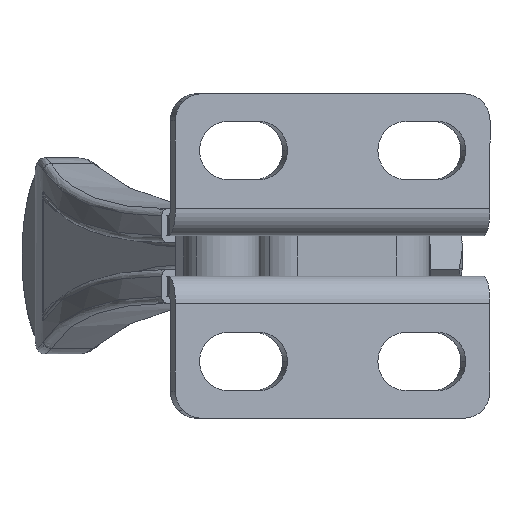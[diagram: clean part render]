
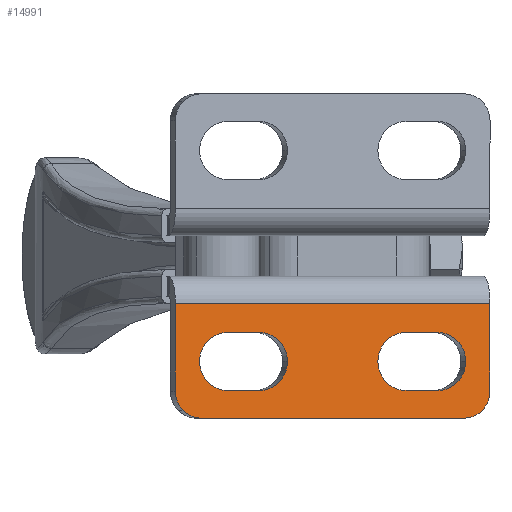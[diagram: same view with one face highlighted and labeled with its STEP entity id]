
A CAD part, front view. The second image highlights one B-rep face of the part: STEP entity #14991.
In plain terms, the highlighted planar face has unit normal (0.244, -0.97, 0).
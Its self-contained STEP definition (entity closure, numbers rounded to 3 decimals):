
#598=CARTESIAN_POINT('',(-30.175,-6.561,2.58));
#599=VERTEX_POINT('',#598);
#608=CARTESIAN_POINT('',(-30.743,-6.704,3.994));
#609=VERTEX_POINT('',#608);
#610=CARTESIAN_POINT('',(-28.804,-6.216,3.994));
#611=DIRECTION('',(-0.244,0.97,0.));
#612=DIRECTION('',(-0.686,-0.173,-0.707));
#613=AXIS2_PLACEMENT_3D('',#610,#611,#612);
#614=CIRCLE('',#613,2.0);
#615=EDGE_CURVE('',#599,#609,#614,.T.);
#640=CARTESIAN_POINT('',(-8.039,-0.984,2.58));
#641=VERTEX_POINT('',#640);
#650=CARTESIAN_POINT('',(-9.41,-1.329,1.994));
#651=VERTEX_POINT('',#650);
#652=CARTESIAN_POINT('',(-9.41,-1.329,3.994));
#653=DIRECTION('',(-0.244,0.97,0.));
#654=DIRECTION('',(0.686,0.173,-0.707));
#655=AXIS2_PLACEMENT_3D('',#652,#653,#654);
#656=CIRCLE('',#655,2.0);
#657=EDGE_CURVE('',#641,#651,#656,.T.);
#682=CARTESIAN_POINT('',(-22.453,-4.615,6.194));
#683=VERTEX_POINT('',#682);
#692=CARTESIAN_POINT('',(-24.537,-5.141,8.344));
#693=VERTEX_POINT('',#692);
#694=CARTESIAN_POINT('',(-24.537,-5.141,6.194));
#695=DIRECTION('',(-0.244,0.97,0.));
#696=DIRECTION('',(0.97,0.244,0.));
#697=AXIS2_PLACEMENT_3D('',#694,#695,#696);
#698=CIRCLE('',#697,2.15);
#699=EDGE_CURVE('',#693,#683,#698,.T.);
#724=CARTESIAN_POINT('',(-28.95,-6.252,6.194));
#725=VERTEX_POINT('',#724);
#734=CARTESIAN_POINT('',(-26.865,-5.727,4.044));
#735=VERTEX_POINT('',#734);
#736=CARTESIAN_POINT('',(-26.865,-5.727,6.194));
#737=DIRECTION('',(-0.244,0.97,0.));
#738=DIRECTION('',(-0.97,-0.244,0.));
#739=AXIS2_PLACEMENT_3D('',#736,#737,#738);
#740=CIRCLE('',#739,2.15);
#741=EDGE_CURVE('',#735,#725,#740,.T.);
#766=CARTESIAN_POINT('',(-9.265,-1.293,6.194));
#767=VERTEX_POINT('',#766);
#776=CARTESIAN_POINT('',(-11.35,-1.818,8.344));
#777=VERTEX_POINT('',#776);
#778=CARTESIAN_POINT('',(-11.35,-1.818,6.194));
#779=DIRECTION('',(-0.244,0.97,0.));
#780=DIRECTION('',(0.97,0.244,0.));
#781=AXIS2_PLACEMENT_3D('',#778,#779,#780);
#782=CIRCLE('',#781,2.15);
#783=EDGE_CURVE('',#777,#767,#782,.T.);
#808=CARTESIAN_POINT('',(-15.762,-2.929,6.194));
#809=VERTEX_POINT('',#808);
#818=CARTESIAN_POINT('',(-13.677,-2.404,4.044));
#819=VERTEX_POINT('',#818);
#820=CARTESIAN_POINT('',(-13.677,-2.404,6.194));
#821=DIRECTION('',(-0.244,0.97,0.));
#822=DIRECTION('',(-0.97,-0.244,0.));
#823=AXIS2_PLACEMENT_3D('',#820,#821,#822);
#824=CIRCLE('',#823,2.15);
#825=EDGE_CURVE('',#819,#809,#824,.T.);
#14371=CARTESIAN_POINT('',(-30.743,-6.704,10.493));
#14372=VERTEX_POINT('',#14371);
#14380=CARTESIAN_POINT('',(-7.471,-0.841,10.493));
#14381=VERTEX_POINT('',#14380);
#14382=CARTESIAN_POINT('',(-7.471,-0.841,10.493));
#14383=DIRECTION('',(-0.97,-0.244,0.));
#14384=VECTOR('',#14383,24.);
#14385=LINE('',#14382,#14384);
#14386=EDGE_CURVE('',#14381,#14372,#14385,.T.);
#14630=CARTESIAN_POINT('',(-28.804,-6.216,1.994));
#14631=VERTEX_POINT('',#14630);
#14645=CARTESIAN_POINT('',(-28.804,-6.216,1.994));
#14646=DIRECTION('',(0.97,0.244,0.));
#14647=VECTOR('',#14646,20.);
#14648=LINE('',#14645,#14647);
#14649=EDGE_CURVE('',#14631,#651,#14648,.T.);
#14659=CARTESIAN_POINT('',(-13.677,-2.404,8.344));
#14660=VERTEX_POINT('',#14659);
#14661=CARTESIAN_POINT('',(-13.677,-2.404,8.344));
#14662=DIRECTION('',(0.97,0.244,0.));
#14663=VECTOR('',#14662,2.4);
#14664=LINE('',#14661,#14663);
#14665=EDGE_CURVE('',#14660,#777,#14664,.T.);
#14699=CARTESIAN_POINT('',(-13.677,-2.404,6.194));
#14700=DIRECTION('',(-0.244,0.97,0.));
#14701=DIRECTION('',(-0.97,-0.244,0.));
#14702=AXIS2_PLACEMENT_3D('',#14699,#14700,#14701);
#14703=CIRCLE('',#14702,2.15);
#14704=EDGE_CURVE('',#809,#14660,#14703,.T.);
#14714=CARTESIAN_POINT('',(-11.35,-1.818,4.044));
#14715=VERTEX_POINT('',#14714);
#14716=CARTESIAN_POINT('',(-11.35,-1.818,4.044));
#14717=DIRECTION('',(-0.97,-0.244,0.));
#14718=VECTOR('',#14717,2.4);
#14719=LINE('',#14716,#14718);
#14720=EDGE_CURVE('',#14715,#819,#14719,.T.);
#14754=CARTESIAN_POINT('',(-11.35,-1.818,6.194));
#14755=DIRECTION('',(-0.244,0.97,0.));
#14756=DIRECTION('',(0.97,0.244,0.));
#14757=AXIS2_PLACEMENT_3D('',#14754,#14755,#14756);
#14758=CIRCLE('',#14757,2.15);
#14759=EDGE_CURVE('',#767,#14715,#14758,.T.);
#14769=CARTESIAN_POINT('',(-26.865,-5.727,8.344));
#14770=VERTEX_POINT('',#14769);
#14771=CARTESIAN_POINT('',(-26.865,-5.727,8.344));
#14772=DIRECTION('',(0.97,0.244,0.));
#14773=VECTOR('',#14772,2.4);
#14774=LINE('',#14771,#14773);
#14775=EDGE_CURVE('',#14770,#693,#14774,.T.);
#14809=CARTESIAN_POINT('',(-26.865,-5.727,6.194));
#14810=DIRECTION('',(-0.244,0.97,0.));
#14811=DIRECTION('',(-0.97,-0.244,0.));
#14812=AXIS2_PLACEMENT_3D('',#14809,#14810,#14811);
#14813=CIRCLE('',#14812,2.15);
#14814=EDGE_CURVE('',#725,#14770,#14813,.T.);
#14824=CARTESIAN_POINT('',(-24.537,-5.141,4.044));
#14825=VERTEX_POINT('',#14824);
#14826=CARTESIAN_POINT('',(-24.537,-5.141,4.044));
#14827=DIRECTION('',(-0.97,-0.244,0.));
#14828=VECTOR('',#14827,2.4);
#14829=LINE('',#14826,#14828);
#14830=EDGE_CURVE('',#14825,#735,#14829,.T.);
#14864=CARTESIAN_POINT('',(-24.537,-5.141,6.194));
#14865=DIRECTION('',(-0.244,0.97,0.));
#14866=DIRECTION('',(0.97,0.244,0.));
#14867=AXIS2_PLACEMENT_3D('',#14864,#14865,#14866);
#14868=CIRCLE('',#14867,2.15);
#14869=EDGE_CURVE('',#683,#14825,#14868,.T.);
#14889=CARTESIAN_POINT('',(-7.471,-0.841,3.994));
#14890=VERTEX_POINT('',#14889);
#14897=CARTESIAN_POINT('',(-9.41,-1.329,3.994));
#14898=DIRECTION('',(-0.244,0.97,0.));
#14899=DIRECTION('',(0.686,0.173,-0.707));
#14900=AXIS2_PLACEMENT_3D('',#14897,#14898,#14899);
#14901=CIRCLE('',#14900,2.0);
#14902=EDGE_CURVE('',#14890,#641,#14901,.T.);
#14919=CARTESIAN_POINT('',(-30.743,-6.704,10.493));
#14920=DIRECTION('',(0.0,0.0,-1.0));
#14921=VECTOR('',#14920,6.499);
#14922=LINE('',#14919,#14921);
#14923=EDGE_CURVE('',#14372,#609,#14922,.T.);
#14945=CARTESIAN_POINT('',(-28.804,-6.216,3.994));
#14946=DIRECTION('',(-0.244,0.97,0.));
#14947=DIRECTION('',(-0.686,-0.173,-0.707));
#14948=AXIS2_PLACEMENT_3D('',#14945,#14946,#14947);
#14949=CIRCLE('',#14948,2.0);
#14950=EDGE_CURVE('',#14631,#599,#14949,.T.);
#14955=CARTESIAN_POINT('',(-19.107,-3.772,10.628));
#14956=DIRECTION('',(-0.244,0.97,0.));
#14957=DIRECTION('',(-0.97,-0.244,0.));
#14958=AXIS2_PLACEMENT_3D('',#14955,#14956,#14957);
#14959=PLANE('',#14958);
#14960=ORIENTED_EDGE('',*,*,#14386,.T.);
#14961=ORIENTED_EDGE('',*,*,#14923,.T.);
#14962=ORIENTED_EDGE('',*,*,#615,.F.);
#14963=ORIENTED_EDGE('',*,*,#14950,.F.);
#14964=ORIENTED_EDGE('',*,*,#14649,.T.);
#14965=ORIENTED_EDGE('',*,*,#657,.F.);
#14966=ORIENTED_EDGE('',*,*,#14902,.F.);
#14967=CARTESIAN_POINT('',(-7.471,-0.841,3.994));
#14968=DIRECTION('',(0.0,0.0,1.0));
#14969=VECTOR('',#14968,6.499);
#14970=LINE('',#14967,#14969);
#14971=EDGE_CURVE('',#14890,#14381,#14970,.T.);
#14972=ORIENTED_EDGE('',*,*,#14971,.T.);
#14973=EDGE_LOOP('',(#14960,#14961,#14962,#14963,#14964,#14965,#14966,#14972));
#14974=FACE_OUTER_BOUND('',#14973,.T.);
#14975=ORIENTED_EDGE('',*,*,#699,.T.);
#14976=ORIENTED_EDGE('',*,*,#14869,.T.);
#14977=ORIENTED_EDGE('',*,*,#14830,.T.);
#14978=ORIENTED_EDGE('',*,*,#741,.T.);
#14979=ORIENTED_EDGE('',*,*,#14814,.T.);
#14980=ORIENTED_EDGE('',*,*,#14775,.T.);
#14981=EDGE_LOOP('',(#14975,#14976,#14977,#14978,#14979,#14980));
#14982=FACE_BOUND('',#14981,.T.);
#14983=ORIENTED_EDGE('',*,*,#783,.T.);
#14984=ORIENTED_EDGE('',*,*,#14759,.T.);
#14985=ORIENTED_EDGE('',*,*,#14720,.T.);
#14986=ORIENTED_EDGE('',*,*,#825,.T.);
#14987=ORIENTED_EDGE('',*,*,#14704,.T.);
#14988=ORIENTED_EDGE('',*,*,#14665,.T.);
#14989=EDGE_LOOP('',(#14983,#14984,#14985,#14986,#14987,#14988));
#14990=FACE_BOUND('',#14989,.T.);
#14991=ADVANCED_FACE('',(#14974,#14982,#14990),#14959,.F.);
